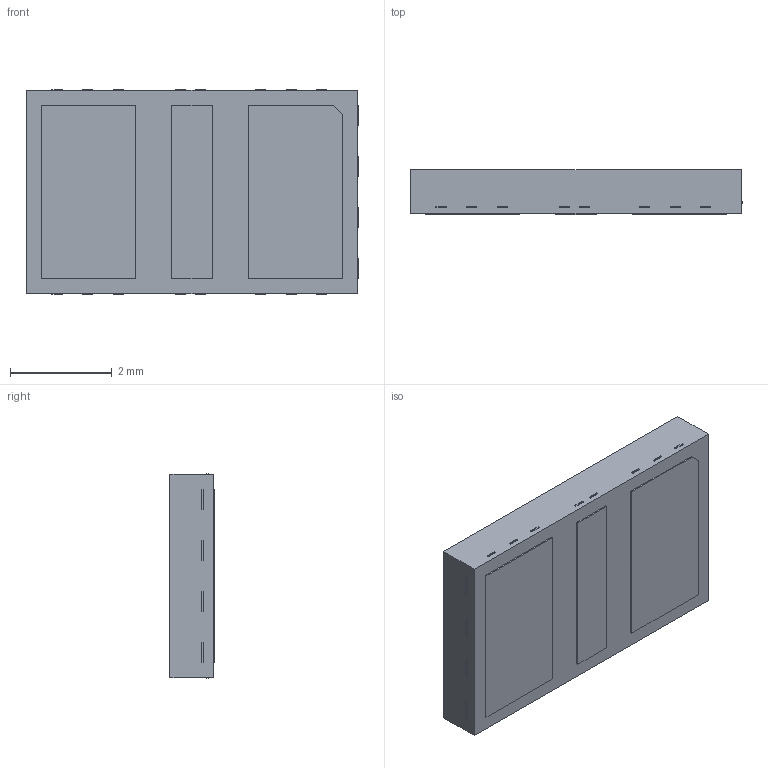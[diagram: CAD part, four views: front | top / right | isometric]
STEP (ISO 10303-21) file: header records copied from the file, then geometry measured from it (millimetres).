
FILE_DESCRIPTION (( 'STEP AP214' ), '1' );
FILE_NAME ('TBU-CA085-200-WH.STEP', '2014-01-08T06:40:53', ( 'BT_YANFB_XUJUNRAN' ), ( '' ), 'SwSTEP 2.0', 'SolidWorks 2010', '' );
FILE_SCHEMA (( 'AUTOMOTIVE_DESIGN' ));
Length unit declared in the file: millimetre
Products named in the file (1): TBU-CA085-200-WH
Bounding box: 6.52 x 0.89 x 4.02 mm (x, y, z)
Volume: 22.5 mm3; surface area: 71 mm2
Topology: 1 solids, 1 shells, 429 faces, 1122 edges, 748 vertices
Faces by surface type: plane 302, bspline 125, cylinder 2
Entity records: 27858 total; most frequent: CARTESIAN_POINT 13391, ORIENTED_EDGE 2244, DIRECTION 1486, EDGE_CURVE 1122, VECTOR 868, LINE 868, VERTEX_POINT 748, EDGE_LOOP 482
